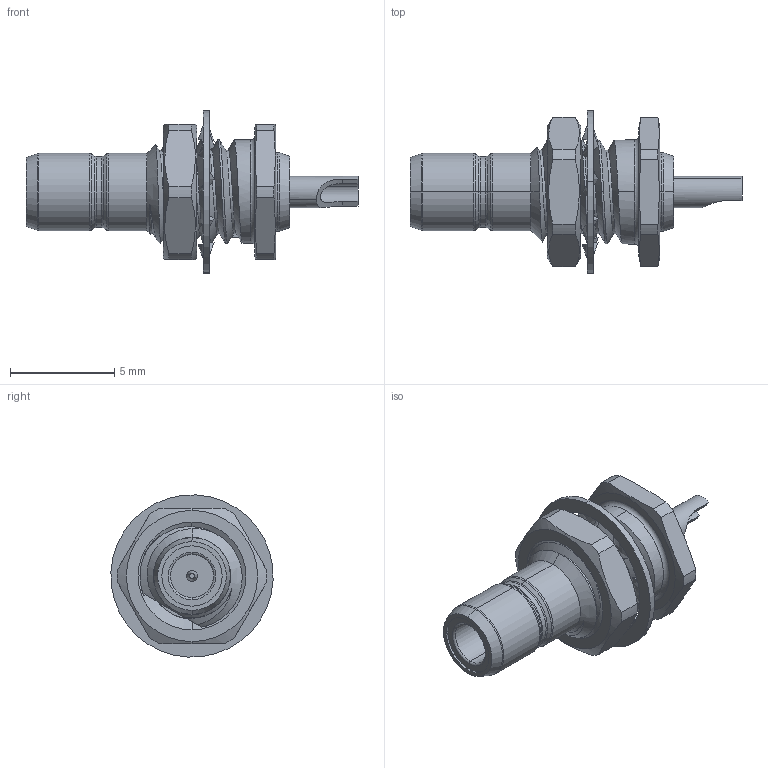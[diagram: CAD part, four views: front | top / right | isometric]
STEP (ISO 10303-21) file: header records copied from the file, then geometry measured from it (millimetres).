
FILE_DESCRIPTION (( 'STEP AP214' ), '1' );
FILE_NAME ('Âèëêà_ÑÐ-50-1-03-Â-Ï-070.STEP', '2018-12-04T07:51:34', ( 'User' ), ( '' ), 'SwSTEP 2.0', 'SolidWorks 2016', '' );
FILE_SCHEMA (( 'AUTOMOTIVE_DESIGN' ));
Length unit declared in the file: millimetre
Products named in the file (1): Âèëêà_ÑÐ-50-1-03-Â-Ï-070
Bounding box: 15.95 x 7.79 x 7.79 mm (x, y, z)
Volume: 213.4 mm3; surface area: 468.4 mm2
Topology: 3 solids, 3 shells, 193 faces, 491 edges, 308 vertices
Faces by surface type: cylinder 65, bspline 53, cone 32, plane 28, torus 15
Entity records: 13540 total; most frequent: CARTESIAN_POINT 7286, ORIENTED_EDGE 978, DIRECTION 682, EDGE_CURVE 489, VERTEX_POINT 308, AXIS2_PLACEMENT_3D 280, EDGE_LOOP 203, UNCERTAINTY_MEASURE_WITH_UNIT 198
